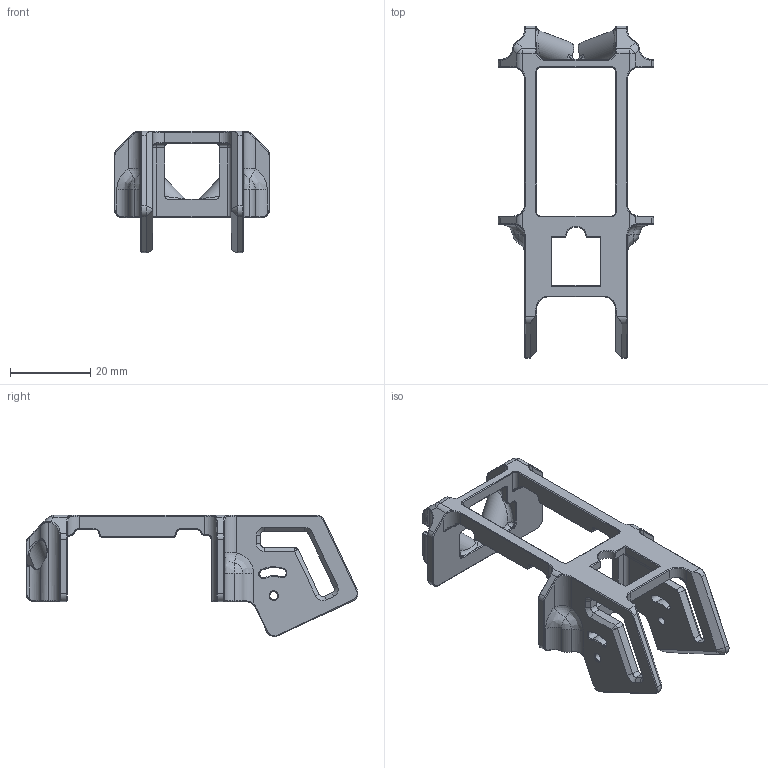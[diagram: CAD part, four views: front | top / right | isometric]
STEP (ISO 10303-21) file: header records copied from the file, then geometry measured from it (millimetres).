
FILE_DESCRIPTION(/* description */ (''),/* implementation_level */ '2;1');
FILE_NAME(/* name */ 'PAVO20_PRO_MOONLIGHT_FRAME.step',/* time_stamp */ '2025-04-21T14:32:37+10:00',/* author */ (''),/* organization */ (''),/* preprocessor_version */ 'ST-DEVELOPER v20.1',/* originating_system */ 'Autodesk Translation Framework v14.4.0.0',/* authorisation */ '');
FILE_SCHEMA (('AUTOMOTIVE_DESIGN { 1 0 10303 214 3 1 1 }'));
Length unit declared in the file: millimetre
Products named in the file (1): rear
Bounding box: 38.8 x 82.71 x 30.26 mm (x, y, z)
Volume: 9946.5 mm3; surface area: 8872.7 mm2
Topology: 1 solids, 1 shells, 826 faces, 2046 edges, 1219 vertices
Faces by surface type: plane 257, bspline 246, cone 153, cylinder 146, sphere 20, torus 4
Full cylindrical faces by diameter (mm): 1.5 x4, 2 x2
Entity records: 31216 total; most frequent: CARTESIAN_POINT 13159, ORIENTED_EDGE 4088, DIRECTION 3178, EDGE_CURVE 2044, VERTEX_POINT 1219, AXIS2_PLACEMENT_3D 1070, LINE 1038, VECTOR 1038
